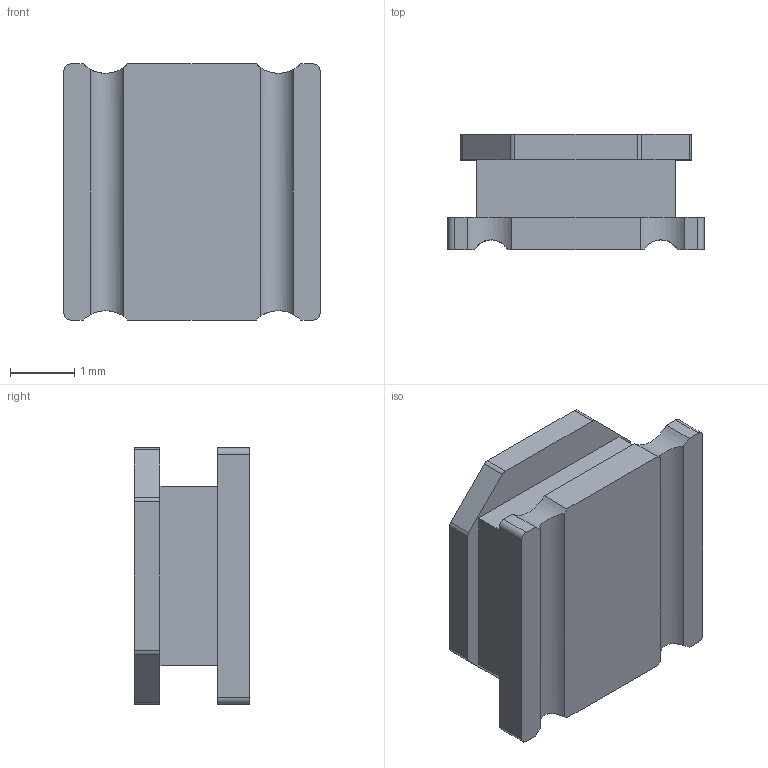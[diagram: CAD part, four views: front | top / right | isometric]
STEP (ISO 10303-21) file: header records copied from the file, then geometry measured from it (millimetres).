
FILE_DESCRIPTION (( 'STEP AP214' ), '1' );
FILE_NAME ('ASPI-0418FS.STEP', '2013-10-04T06:41:35', ( '' ), ( '' ), 'SwSTEP 2.0', 'SolidWorks 2012', '' );
FILE_SCHEMA (( 'AUTOMOTIVE_DESIGN' ));
Length unit declared in the file: millimetre
Products named in the file (1): ASPI-0418FS
Bounding box: 4 x 1.8 x 4 mm (x, y, z)
Volume: 20.5 mm3; surface area: 64.9 mm2
Topology: 1 solids, 1 shells, 185 faces, 492 edges, 328 vertices
Faces by surface type: plane 103, bspline 62, cylinder 20
Entity records: 9556 total; most frequent: CARTESIAN_POINT 4738, ORIENTED_EDGE 984, DIRECTION 648, EDGE_CURVE 492, VERTEX_POINT 328, LINE 324, VECTOR 324, EDGE_LOOP 204
